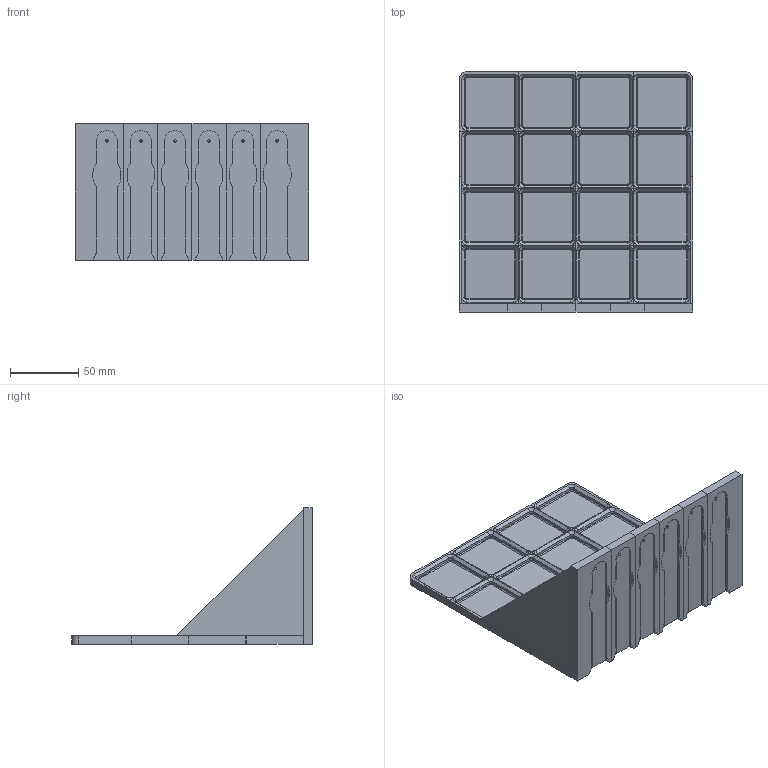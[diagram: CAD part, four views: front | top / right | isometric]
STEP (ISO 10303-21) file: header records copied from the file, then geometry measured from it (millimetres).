
FILE_DESCRIPTION(('HOOPS Exchange Step'),'2;1');
FILE_NAME('temp_export','2024-07-28T08:53:23+02:00',('ddanier'),('Shapr3D Limited'),'HOOPS Exchange 2024.2','Shapr3D','Authorized');
FILE_SCHEMA( ('AUTOMOTIVE_DESIGN { 1 0 10303 214 1 1 1 1 }') );
Length unit declared in the file: millimetre
Products named in the file (1): Gridfinity 4x4 shelve
Bounding box: 171 x 176.5 x 100 mm (x, y, z)
Volume: 149616.9 mm3; surface area: 152712.8 mm2
Topology: 24 solids, 24 shells, 670 faces, 1532 edges, 926 vertices
Faces by surface type: plane 416, cone 140, cylinder 102, bspline 12
Entity records: 18737 total; most frequent: CARTESIAN_POINT 3669, DIRECTION 3110, ORIENTED_EDGE 3052, EDGE_CURVE 1526, VECTOR 1152, LINE 1152, AXIS2_PLACEMENT_3D 979, VERTEX_POINT 926
